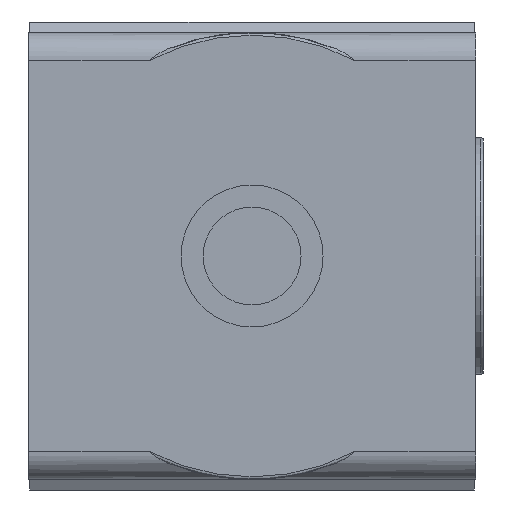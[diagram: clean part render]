
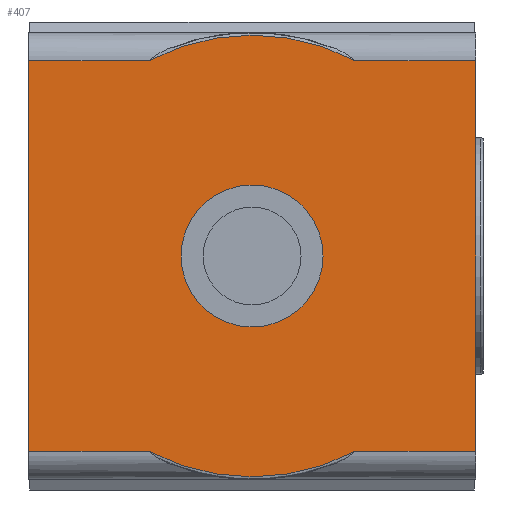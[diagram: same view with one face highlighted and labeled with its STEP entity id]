
A CAD part, front view. The second image highlights one B-rep face of the part: STEP entity #407.
In plain terms, the highlighted planar face has unit normal (0, -1, 0).
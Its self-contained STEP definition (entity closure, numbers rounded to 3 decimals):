
#407 = ADVANCED_FACE( '', ( #1055, #1056 ), #1057, .F. );
#1055 = FACE_BOUND( '', #1742, .T. );
#1056 = FACE_OUTER_BOUND( '', #1743, .T. );
#1057 = PLANE( '', #1744 );
#1742 = EDGE_LOOP( '', ( #3941 ) );
#1743 = EDGE_LOOP( '', ( #3942, #3943, #3944, #3945, #3946, #3947, #3948, #3949 ) );
#1744 = AXIS2_PLACEMENT_3D( '', #3950, #3951, #3952 );
#3941 = ORIENTED_EDGE( '', *, *, #4514, .F. );
#3942 = ORIENTED_EDGE( '', *, *, #4943, .T. );
#3943 = ORIENTED_EDGE( '', *, *, #4944, .T. );
#3944 = ORIENTED_EDGE( '', *, *, #4397, .F. );
#3945 = ORIENTED_EDGE( '', *, *, #4394, .T. );
#3946 = ORIENTED_EDGE( '', *, *, #4401, .F. );
#3947 = ORIENTED_EDGE( '', *, *, #4945, .F. );
#3948 = ORIENTED_EDGE( '', *, *, #4946, .T. );
#3949 = ORIENTED_EDGE( '', *, *, #4390, .F. );
#3950 = CARTESIAN_POINT( '', ( 42.5, 0., 37.1 ) );
#3951 = DIRECTION( '', ( 0., 1., 0. ) );
#3952 = DIRECTION( '', ( 0., 0., 1. ) );
#4390 = EDGE_CURVE( '', #5274, #5277, #5278, .T. );
#4394 = EDGE_CURVE( '', #5285, #5282, #5286, .T. );
#4397 = EDGE_CURVE( '', #5285, #5290, #5291, .T. );
#4401 = EDGE_CURVE( '', #5296, #5282, #5298, .T. );
#4514 = EDGE_CURVE( '', #5461, #5461, #5462, .T. );
#4943 = EDGE_CURVE( '', #5274, #6190, #6191, .T. );
#4944 = EDGE_CURVE( '', #6190, #5290, #6192, .T. );
#4945 = EDGE_CURVE( '', #6193, #5296, #6194, .T. );
#4946 = EDGE_CURVE( '', #6193, #5277, #6195, .T. );
#5274 = VERTEX_POINT( '', #6634 );
#5277 = VERTEX_POINT( '', #6642 );
#5278 = CIRCLE( '', #6643, 42. );
#5282 = VERTEX_POINT( '', #6652 );
#5285 = VERTEX_POINT( '', #6660 );
#5286 = CIRCLE( '', #6661, 42. );
#5290 = VERTEX_POINT( '', #6670 );
#5291 = LINE( '', #6671, #6672 );
#5296 = VERTEX_POINT( '', #6678 );
#5298 = LINE( '', #6680, #6681 );
#5461 = VERTEX_POINT( '', #6950 );
#5462 = CIRCLE( '', #6951, 13.5 );
#6190 = VERTEX_POINT( '', #8045 );
#6191 = LINE( '', #8046, #8047 );
#6192 = LINE( '', #8048, #8049 );
#6193 = VERTEX_POINT( '', #8050 );
#6194 = LINE( '', #8051, #8052 );
#6195 = LINE( '', #8053, #8054 );
#6634 = CARTESIAN_POINT( '', ( -19.687, 0., 37.1 ) );
#6642 = CARTESIAN_POINT( '', ( 19.687, 0., 37.1 ) );
#6643 = AXIS2_PLACEMENT_3D( '', #8400, #8401, #8402 );
#6652 = CARTESIAN_POINT( '', ( 19.687, 0., -37.1 ) );
#6660 = CARTESIAN_POINT( '', ( -19.687, 0., -37.1 ) );
#6661 = AXIS2_PLACEMENT_3D( '', #8406, #8407, #8408 );
#6670 = CARTESIAN_POINT( '', ( -42.5, 0., -37.1 ) );
#6671 = CARTESIAN_POINT( '', ( 42.5, 0., -37.1 ) );
#6672 = VECTOR( '', #8412, 1000. );
#6678 = CARTESIAN_POINT( '', ( 42.5, 0., -37.1 ) );
#6680 = CARTESIAN_POINT( '', ( 42.5, 0., -37.1 ) );
#6681 = VECTOR( '', #8420, 1000. );
#6950 = CARTESIAN_POINT( '', ( 0., 0., -13.5 ) );
#6951 = AXIS2_PLACEMENT_3D( '', #8575, #8576, #8577 );
#8045 = CARTESIAN_POINT( '', ( -42.5, 0., 37.1 ) );
#8046 = CARTESIAN_POINT( '', ( 42.5, 0., 37.1 ) );
#8047 = VECTOR( '', #9160, 1000. );
#8048 = CARTESIAN_POINT( '', ( -42.5, 0., 37.1 ) );
#8049 = VECTOR( '', #9161, 1000. );
#8050 = CARTESIAN_POINT( '', ( 42.5, 0., 37.1 ) );
#8051 = CARTESIAN_POINT( '', ( 42.5, 0., 37.1 ) );
#8052 = VECTOR( '', #9162, 1000. );
#8053 = CARTESIAN_POINT( '', ( 42.5, 0., 37.1 ) );
#8054 = VECTOR( '', #9163, 1000. );
#8400 = CARTESIAN_POINT( '', ( 0., 0., 0. ) );
#8401 = DIRECTION( '', ( 0., 1., 0. ) );
#8402 = DIRECTION( '', ( 0., 0., 1. ) );
#8406 = CARTESIAN_POINT( '', ( 0., 0., 0. ) );
#8407 = DIRECTION( '', ( 0., -1., 0. ) );
#8408 = DIRECTION( '', ( 0., 0., -1. ) );
#8412 = DIRECTION( '', ( -1., 0., 0. ) );
#8420 = DIRECTION( '', ( -1., 0., 0. ) );
#8575 = CARTESIAN_POINT( '', ( 0., 0., 0. ) );
#8576 = DIRECTION( '', ( 0., -1., 0. ) );
#8577 = DIRECTION( '', ( 0., 0., -1. ) );
#9160 = DIRECTION( '', ( -1., 0., 0. ) );
#9161 = DIRECTION( '', ( 0., 0., -1. ) );
#9162 = DIRECTION( '', ( 0., 0., -1. ) );
#9163 = DIRECTION( '', ( -1., 0., 0. ) );
